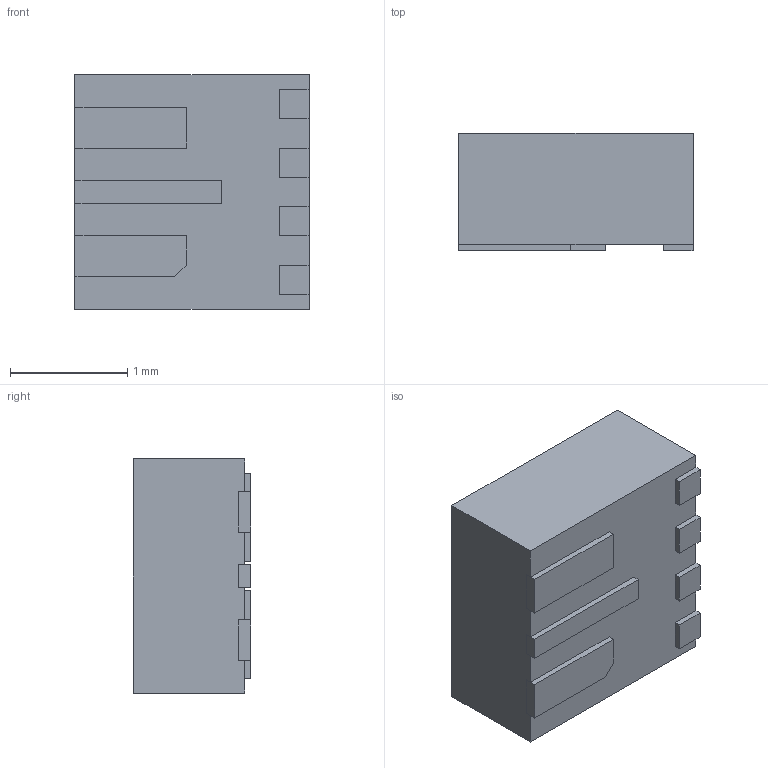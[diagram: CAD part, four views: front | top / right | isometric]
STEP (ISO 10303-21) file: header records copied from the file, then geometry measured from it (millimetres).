
FILE_DESCRIPTION (( 'STEP AP214' ), '1' );
FILE_NAME ('RWU7.STEP', '2020-08-06T15:54:33', ( '' ), ( '' ), 'SwSTEP 2.0', 'SolidWorks 2017', '' );
FILE_SCHEMA (( 'AUTOMOTIVE_DESIGN' ));
Length unit declared in the file: millimetre
Products named in the file (1): RWU7
Bounding box: 2 x 1 x 2 mm (x, y, z)
Volume: 3.9 mm3; surface area: 19.7 mm2
Topology: 9 solids, 9 shells, 85 faces, 198 edges, 132 vertices
Faces by surface type: plane 81, cylinder 4
Entity records: 2948 total; most frequent: CARTESIAN_POINT 416, ORIENTED_EDGE 396, DIRECTION 378, EDGE_CURVE 198, VECTOR 190, LINE 190, VERTEX_POINT 132, AXIS2_PLACEMENT_3D 94
